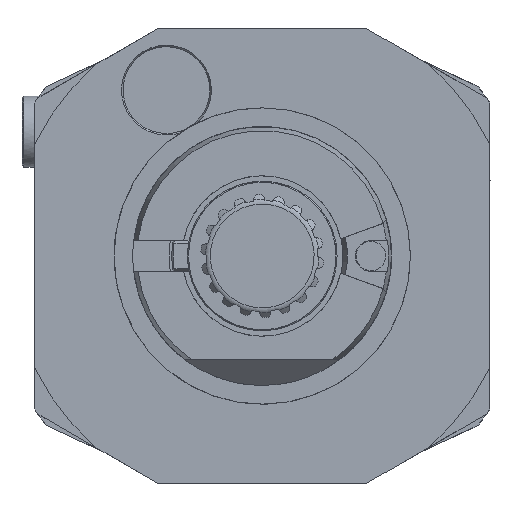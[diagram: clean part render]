
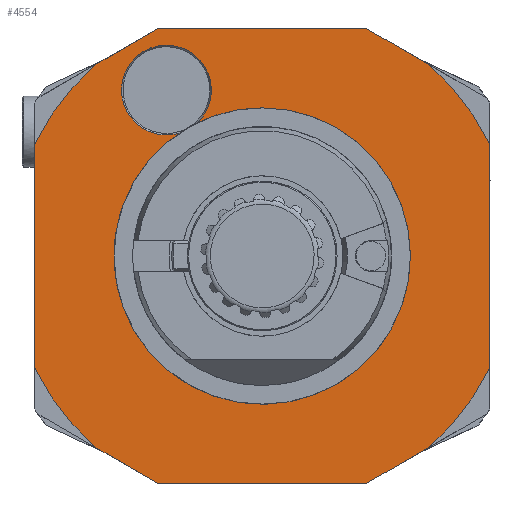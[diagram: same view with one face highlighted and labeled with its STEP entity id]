
A CAD part, front view. The second image highlights one B-rep face of the part: STEP entity #4554.
In plain terms, the highlighted planar face has unit normal (0, -1, 0).
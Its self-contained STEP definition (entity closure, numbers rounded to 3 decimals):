
#371 = EDGE_LOOP ( 'NONE', ( #3927, #24451, #3293, #9247, #781, #9578, #28682, #29893, #16466, #21107, #1994, #3104 ) ) ;
#781 = ORIENTED_EDGE ( 'NONE', *, *, #7034, .F. ) ;
#849 = DIRECTION ( 'NONE',  ( -1., 0., 0. ) ) ;
#1272 = CARTESIAN_POINT ( 'NONE',  ( 20., 0., 44. ) ) ;
#1448 = VERTEX_POINT ( 'NONE', #12804 ) ;
#1478 = EDGE_CURVE ( 'NONE', #25883, #26332, #5490, .T. ) ;
#1820 = CARTESIAN_POINT ( 'NONE',  ( 44., 0., 49. ) ) ;
#1975 = EDGE_CURVE ( 'NONE', #13120, #18490, #23526, .T. ) ;
#1994 = ORIENTED_EDGE ( 'NONE', *, *, #26171, .F. ) ;
#2286 = LINE ( 'NONE', #25256, #23721 ) ;
#3104 = ORIENTED_EDGE ( 'NONE', *, *, #5930, .T. ) ;
#3214 = DIRECTION ( 'NONE',  ( 1., 0., 0. ) ) ;
#3293 = ORIENTED_EDGE ( 'NONE', *, *, #5186, .F. ) ;
#3792 = LINE ( 'NONE', #14491, #18680 ) ;
#3927 = ORIENTED_EDGE ( 'NONE', *, *, #20252, .F. ) ;
#3976 = CARTESIAN_POINT ( 'NONE',  ( -32.126, 0., -36.999 ) ) ;
#3998 = DIRECTION ( 'NONE',  ( 0.866, 0., 0.5 ) ) ;
#4232 = DIRECTION ( 'NONE',  ( 0., 0., -1. ) ) ;
#4366 = AXIS2_PLACEMENT_3D ( 'NONE', #8987, #23110, #18264 ) ;
#4387 = CARTESIAN_POINT ( 'NONE',  ( 2.835, 0., 53.91 ) ) ;
#4421 = DIRECTION ( 'NONE',  ( -0.866, 0., 0.5 ) ) ;
#4554 = ADVANCED_FACE ( 'Defeature completata1_72', ( #23967, #28088 ), #16548, .F. ) ;
#4761 = VERTEX_POINT ( 'NONE', #1272 ) ;
#5186 = EDGE_CURVE ( 'NONE', #22657, #15776, #22827, .T. ) ;
#5226 = AXIS2_PLACEMENT_3D ( 'NONE', #12135, #16867, #7892 ) ;
#5467 = DIRECTION ( 'NONE',  ( 0., -1., 0. ) ) ;
#5490 = CIRCLE ( 'NONE', #9866, 49. ) ;
#5813 = CIRCLE ( 'NONE', #4366, 49. ) ;
#5930 = EDGE_CURVE ( 'NONE', #27345, #9558, #17383, .T. ) ;
#6230 = DIRECTION ( 'NONE',  ( 0.866, 0., -0.5 ) ) ;
#7034 = EDGE_CURVE ( 'NONE', #26885, #14683, #25518, .T. ) ;
#7249 = DIRECTION ( 'NONE',  ( 1., 0., 0. ) ) ;
#7703 = CIRCLE ( 'NONE', #24695, 49. ) ;
#7751 = EDGE_CURVE ( 'NONE', #18490, #13120, #19403, .T. ) ;
#7784 = CARTESIAN_POINT ( 'NONE',  ( 20., 0., -44. ) ) ;
#7892 = DIRECTION ( 'NONE',  ( 1., 0., 0. ) ) ;
#7894 = EDGE_CURVE ( 'NONE', #22657, #14683, #5813, .T. ) ;
#8111 = CARTESIAN_POINT ( 'NONE',  ( -15.995, 0., 23.735 ) ) ;
#8240 = EDGE_CURVE ( 'NONE', #23426, #4761, #9531, .T. ) ;
#8601 = LINE ( 'NONE', #24226, #27713 ) ;
#8701 = VECTOR ( 'NONE', #6230, 1000. ) ;
#8987 = CARTESIAN_POINT ( 'NONE',  ( 0., 0., 0. ) ) ;
#9006 = EDGE_CURVE ( 'NONE', #4761, #1448, #27373, .T. ) ;
#9033 = DIRECTION ( 'NONE',  ( 0., 0., 1. ) ) ;
#9247 = ORIENTED_EDGE ( 'NONE', *, *, #7894, .T. ) ;
#9376 = VECTOR ( 'NONE', #10283, 1000. ) ;
#9531 = LINE ( 'NONE', #23952, #19010 ) ;
#9558 = VERTEX_POINT ( 'NONE', #3976 ) ;
#9578 = ORIENTED_EDGE ( 'NONE', *, *, #20375, .T. ) ;
#9866 = AXIS2_PLACEMENT_3D ( 'NONE', #26797, #9923, #3214 ) ;
#9923 = DIRECTION ( 'NONE',  ( 0., -1., 0. ) ) ;
#10283 = DIRECTION ( 'NONE',  ( -1., 0., 0. ) ) ;
#10300 = CARTESIAN_POINT ( 'NONE',  ( -44., 0., 21.564 ) ) ;
#11433 = CARTESIAN_POINT ( 'NONE',  ( 0., 0., 0. ) ) ;
#11854 = CARTESIAN_POINT ( 'NONE',  ( 44., 0., 21.564 ) ) ;
#11942 = CARTESIAN_POINT ( 'NONE',  ( -20., 0., -44. ) ) ;
#12135 = CARTESIAN_POINT ( 'NONE',  ( 0., 0., 0. ) ) ;
#12236 = EDGE_CURVE ( 'NONE', #25883, #23426, #8601, .T. ) ;
#12261 = DIRECTION ( 'NONE',  ( 0., 1., 0. ) ) ;
#12316 = DIRECTION ( 'NONE',  ( 1., 0., 0. ) ) ;
#12405 = CARTESIAN_POINT ( 'NONE',  ( 0., 0., 49. ) ) ;
#12804 = CARTESIAN_POINT ( 'NONE',  ( 32.126, 0., 36.999 ) ) ;
#13120 = VERTEX_POINT ( 'NONE', #14028 ) ;
#13146 = CARTESIAN_POINT ( 'NONE',  ( -32.126, 0., 36.999 ) ) ;
#13276 = CARTESIAN_POINT ( 'NONE',  ( 32.126, 0., -36.999 ) ) ;
#13726 = CARTESIAN_POINT ( 'NONE',  ( 44., 0., -21.564 ) ) ;
#14028 = CARTESIAN_POINT ( 'NONE',  ( -12.557, 0., 25.72 ) ) ;
#14297 = AXIS2_PLACEMENT_3D ( 'NONE', #11433, #29856, #9033 ) ;
#14491 = CARTESIAN_POINT ( 'NONE',  ( -44., 0., 49. ) ) ;
#14683 = VERTEX_POINT ( 'NONE', #13726 ) ;
#15056 = CARTESIAN_POINT ( 'NONE',  ( 0., 0., 0. ) ) ;
#15374 = DIRECTION ( 'NONE',  ( 0., 0., 1. ) ) ;
#15776 = VERTEX_POINT ( 'NONE', #7784 ) ;
#16466 = ORIENTED_EDGE ( 'NONE', *, *, #12236, .F. ) ;
#16526 = AXIS2_PLACEMENT_3D ( 'NONE', #19751, #26752, #22038 ) ;
#16548 = PLANE ( 'NONE',  #23590 ) ;
#16867 = DIRECTION ( 'NONE',  ( 0., -1., 0. ) ) ;
#17204 = VERTEX_POINT ( 'NONE', #11942 ) ;
#17383 = CIRCLE ( 'NONE', #5226, 49. ) ;
#18264 = DIRECTION ( 'NONE',  ( 1., 0., 0. ) ) ;
#18490 = VERTEX_POINT ( 'NONE', #8111 ) ;
#18680 = VECTOR ( 'NONE', #15374, 1000. ) ;
#19010 = VECTOR ( 'NONE', #7249, 1000. ) ;
#19403 = CIRCLE ( 'NONE', #16526, 8.677 ) ;
#19751 = CARTESIAN_POINT ( 'NONE',  ( -18.5, 0., 32.043 ) ) ;
#20252 = EDGE_CURVE ( 'NONE', #17204, #9558, #2286, .T. ) ;
#20375 = EDGE_CURVE ( 'NONE', #26885, #1448, #7703, .T. ) ;
#20530 = CARTESIAN_POINT ( 'NONE',  ( 45.27, 0., -29.41 ) ) ;
#20679 = DIRECTION ( 'NONE',  ( -0.866, 0., -0.5 ) ) ;
#21107 = ORIENTED_EDGE ( 'NONE', *, *, #1478, .T. ) ;
#22038 = DIRECTION ( 'NONE',  ( -1., 0., 0. ) ) ;
#22153 = LINE ( 'NONE', #24273, #9376 ) ;
#22309 = ORIENTED_EDGE ( 'NONE', *, *, #1975, .T. ) ;
#22657 = VERTEX_POINT ( 'NONE', #13276 ) ;
#22827 = LINE ( 'NONE', #20530, #27526 ) ;
#23110 = DIRECTION ( 'NONE',  ( 0., -1., 0. ) ) ;
#23426 = VERTEX_POINT ( 'NONE', #27615 ) ;
#23526 = CIRCLE ( 'NONE', #14297, 28.622 ) ;
#23590 = AXIS2_PLACEMENT_3D ( 'NONE', #12405, #12261, #849 ) ;
#23721 = VECTOR ( 'NONE', #4421, 1000. ) ;
#23750 = VECTOR ( 'NONE', #4232, 1000. ) ;
#23952 = CARTESIAN_POINT ( 'NONE',  ( 0., 0., 44. ) ) ;
#23967 = FACE_BOUND ( 'NONE', #28023, .T. ) ;
#24226 = CARTESIAN_POINT ( 'NONE',  ( -2.835, 0., 53.91 ) ) ;
#24273 = CARTESIAN_POINT ( 'NONE',  ( 0., 0., -44. ) ) ;
#24451 = ORIENTED_EDGE ( 'NONE', *, *, #27974, .F. ) ;
#24695 = AXIS2_PLACEMENT_3D ( 'NONE', #15056, #5467, #12316 ) ;
#25181 = CARTESIAN_POINT ( 'NONE',  ( -44., 0., -21.564 ) ) ;
#25256 = CARTESIAN_POINT ( 'NONE',  ( -45.27, 0., -29.41 ) ) ;
#25518 = LINE ( 'NONE', #1820, #23750 ) ;
#25883 = VERTEX_POINT ( 'NONE', #13146 ) ;
#26171 = EDGE_CURVE ( 'NONE', #27345, #26332, #3792, .T. ) ;
#26332 = VERTEX_POINT ( 'NONE', #10300 ) ;
#26752 = DIRECTION ( 'NONE',  ( 0., 1., 0. ) ) ;
#26797 = CARTESIAN_POINT ( 'NONE',  ( 0., 0., 0. ) ) ;
#26885 = VERTEX_POINT ( 'NONE', #11854 ) ;
#27345 = VERTEX_POINT ( 'NONE', #25181 ) ;
#27373 = LINE ( 'NONE', #4387, #8701 ) ;
#27526 = VECTOR ( 'NONE', #20679, 1000. ) ;
#27615 = CARTESIAN_POINT ( 'NONE',  ( -20., 0., 44. ) ) ;
#27713 = VECTOR ( 'NONE', #3998, 1000. ) ;
#27974 = EDGE_CURVE ( 'NONE', #15776, #17204, #22153, .T. ) ;
#28023 = EDGE_LOOP ( 'NONE', ( #29240, #22309 ) ) ;
#28088 = FACE_OUTER_BOUND ( 'NONE', #371, .T. ) ;
#28682 = ORIENTED_EDGE ( 'NONE', *, *, #9006, .F. ) ;
#29240 = ORIENTED_EDGE ( 'NONE', *, *, #7751, .T. ) ;
#29856 = DIRECTION ( 'NONE',  ( 0., 1., 0. ) ) ;
#29893 = ORIENTED_EDGE ( 'NONE', *, *, #8240, .F. ) ;
